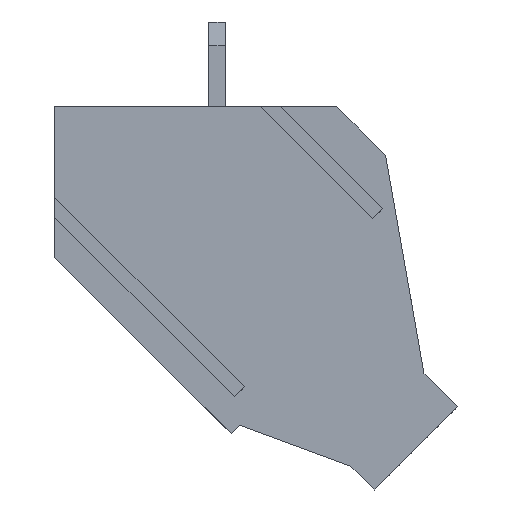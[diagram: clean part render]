
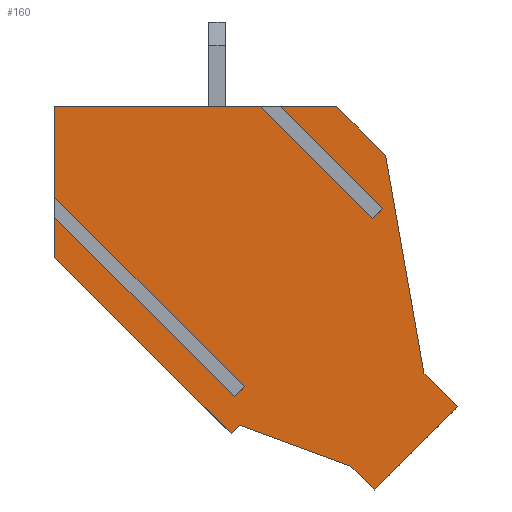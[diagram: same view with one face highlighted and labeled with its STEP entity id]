
A CAD part, front view. The second image highlights one B-rep face of the part: STEP entity #160.
In plain terms, the highlighted planar face has unit normal (0, -1, 0).
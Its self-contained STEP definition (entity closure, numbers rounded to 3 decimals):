
#160 = ADVANCED_FACE( '', ( #413 ), #414, .T. );
#413 = FACE_OUTER_BOUND( '', #768, .T. );
#414 = PLANE( '', #769 );
#768 = EDGE_LOOP( '', ( #1176, #1177, #1178, #1179, #1180, #1181, #1182, #1183, #1184, #1185, #1186, #1187, #1188, #1189, #1190, #1191, #1192, #1193 ) );
#769 = AXIS2_PLACEMENT_3D( '', #1194, #1195, #1196 );
#1176 = ORIENTED_EDGE( '', *, *, #2169, .T. );
#1177 = ORIENTED_EDGE( '', *, *, #2170, .T. );
#1178 = ORIENTED_EDGE( '', *, *, #2171, .F. );
#1179 = ORIENTED_EDGE( '', *, *, #2172, .F. );
#1180 = ORIENTED_EDGE( '', *, *, #2173, .T. );
#1181 = ORIENTED_EDGE( '', *, *, #2174, .T. );
#1182 = ORIENTED_EDGE( '', *, *, #2175, .T. );
#1183 = ORIENTED_EDGE( '', *, *, #2176, .T. );
#1184 = ORIENTED_EDGE( '', *, *, #2177, .T. );
#1185 = ORIENTED_EDGE( '', *, *, #2178, .T. );
#1186 = ORIENTED_EDGE( '', *, *, #2179, .T. );
#1187 = ORIENTED_EDGE( '', *, *, #2180, .T. );
#1188 = ORIENTED_EDGE( '', *, *, #2181, .T. );
#1189 = ORIENTED_EDGE( '', *, *, #2182, .T. );
#1190 = ORIENTED_EDGE( '', *, *, #2183, .T. );
#1191 = ORIENTED_EDGE( '', *, *, #2184, .F. );
#1192 = ORIENTED_EDGE( '', *, *, #2185, .F. );
#1193 = ORIENTED_EDGE( '', *, *, #2186, .T. );
#1194 = CARTESIAN_POINT( '', ( 109.919, -50.8, 4.895 ) );
#1195 = DIRECTION( '', ( 0., -1., 0. ) );
#1196 = DIRECTION( '', ( -1., 0., 0. ) );
#2169 = EDGE_CURVE( '', #2614, #2615, #2616, .T. );
#2170 = EDGE_CURVE( '', #2615, #2617, #2618, .T. );
#2171 = EDGE_CURVE( '', #2619, #2617, #2620, .T. );
#2172 = EDGE_CURVE( '', #2621, #2619, #2622, .T. );
#2173 = EDGE_CURVE( '', #2621, #2623, #2624, .T. );
#2174 = EDGE_CURVE( '', #2623, #2625, #2626, .T. );
#2175 = EDGE_CURVE( '', #2625, #2627, #2628, .T. );
#2176 = EDGE_CURVE( '', #2627, #2629, #2630, .T. );
#2177 = EDGE_CURVE( '', #2629, #2631, #2632, .T. );
#2178 = EDGE_CURVE( '', #2631, #2633, #2634, .T. );
#2179 = EDGE_CURVE( '', #2633, #2635, #2636, .T. );
#2180 = EDGE_CURVE( '', #2635, #2637, #2638, .T. );
#2181 = EDGE_CURVE( '', #2637, #2639, #2640, .T. );
#2182 = EDGE_CURVE( '', #2639, #2641, #2642, .T. );
#2183 = EDGE_CURVE( '', #2641, #2643, #2644, .T. );
#2184 = EDGE_CURVE( '', #2645, #2643, #2646, .T. );
#2185 = EDGE_CURVE( '', #2647, #2645, #2648, .T. );
#2186 = EDGE_CURVE( '', #2647, #2614, #2649, .T. );
#2614 = VERTEX_POINT( '', #3255 );
#2615 = VERTEX_POINT( '', #3256 );
#2616 = LINE( '', #3257, #3258 );
#2617 = VERTEX_POINT( '', #3259 );
#2618 = LINE( '', #3260, #3261 );
#2619 = VERTEX_POINT( '', #3262 );
#2620 = LINE( '', #3263, #3264 );
#2621 = VERTEX_POINT( '', #3265 );
#2622 = LINE( '', #3266, #3267 );
#2623 = VERTEX_POINT( '', #3268 );
#2624 = LINE( '', #3269, #3270 );
#2625 = VERTEX_POINT( '', #3271 );
#2626 = LINE( '', #3272, #3273 );
#2627 = VERTEX_POINT( '', #3274 );
#2628 = LINE( '', #3275, #3276 );
#2629 = VERTEX_POINT( '', #3277 );
#2630 = LINE( '', #3278, #3279 );
#2631 = VERTEX_POINT( '', #3280 );
#2632 = LINE( '', #3281, #3282 );
#2633 = VERTEX_POINT( '', #3283 );
#2634 = LINE( '', #3284, #3285 );
#2635 = VERTEX_POINT( '', #3286 );
#2636 = LINE( '', #3287, #3288 );
#2637 = VERTEX_POINT( '', #3289 );
#2638 = LINE( '', #3290, #3291 );
#2639 = VERTEX_POINT( '', #3292 );
#2640 = LINE( '', #3293, #3294 );
#2641 = VERTEX_POINT( '', #3295 );
#2642 = LINE( '', #3296, #3297 );
#2643 = VERTEX_POINT( '', #3298 );
#2644 = LINE( '', #3299, #3300 );
#2645 = VERTEX_POINT( '', #3301 );
#2646 = LINE( '', #3302, #3303 );
#2647 = VERTEX_POINT( '', #3304 );
#2648 = LINE( '', #3305, #3306 );
#2649 = LINE( '', #3307, #3308 );
#3255 = CARTESIAN_POINT( '', ( 20., -50.8, 0. ) );
#3256 = CARTESIAN_POINT( '', ( 20., -50.8, -3.852 ) );
#3257 = CARTESIAN_POINT( '', ( 20., -50.8, -6.398 ) );
#3258 = VECTOR( '', #4040, 1000. );
#3259 = CARTESIAN_POINT( '', ( 28.061, -50.8, -11.913 ) );
#3260 = CARTESIAN_POINT( '', ( 20.99, -50.8, -4.842 ) );
#3261 = VECTOR( '', #4041, 1000. );
#3262 = CARTESIAN_POINT( '', ( 27.636, -50.8, -12.337 ) );
#3263 = CARTESIAN_POINT( '', ( 28.061, -50.8, -11.913 ) );
#3264 = VECTOR( '', #4042, 1000. );
#3265 = CARTESIAN_POINT( '', ( 20., -50.8, -4.701 ) );
#3266 = CARTESIAN_POINT( '', ( 20.565, -50.8, -5.266 ) );
#3267 = VECTOR( '', #4043, 1000. );
#3268 = CARTESIAN_POINT( '', ( 20., -50.8, -6.398 ) );
#3269 = CARTESIAN_POINT( '', ( 20., -50.8, -6.398 ) );
#3270 = VECTOR( '', #4044, 1000. );
#3271 = CARTESIAN_POINT( '', ( 27.495, -50.8, -13.893 ) );
#3272 = CARTESIAN_POINT( '', ( 27.495, -50.8, -13.893 ) );
#3273 = VECTOR( '', #4045, 1000. );
#3274 = CARTESIAN_POINT( '', ( 27.849, -50.8, -13.54 ) );
#3275 = CARTESIAN_POINT( '', ( 27.849, -50.8, -13.54 ) );
#3276 = VECTOR( '', #4046, 1000. );
#3277 = CARTESIAN_POINT( '', ( 32.551, -50.8, -15.272 ) );
#3278 = CARTESIAN_POINT( '', ( 32.551, -50.8, -15.272 ) );
#3279 = VECTOR( '', #4047, 1000. );
#3280 = CARTESIAN_POINT( '', ( 33.576, -50.8, -16.297 ) );
#3281 = CARTESIAN_POINT( '', ( 33.576, -50.8, -16.297 ) );
#3282 = VECTOR( '', #4048, 1000. );
#3283 = CARTESIAN_POINT( '', ( 37.112, -50.8, -12.762 ) );
#3284 = CARTESIAN_POINT( '', ( 37.112, -50.8, -12.762 ) );
#3285 = VECTOR( '', #4049, 1000. );
#3286 = CARTESIAN_POINT( '', ( 35.698, -50.8, -11.348 ) );
#3287 = CARTESIAN_POINT( '', ( 35.698, -50.8, -11.348 ) );
#3288 = VECTOR( '', #4050, 1000. );
#3289 = CARTESIAN_POINT( '', ( 34.063, -50.8, -2.076 ) );
#3290 = CARTESIAN_POINT( '', ( 34.063, -50.8, -2.076 ) );
#3291 = VECTOR( '', #4051, 1000. );
#3292 = CARTESIAN_POINT( '', ( 31.987, -50.8, 0. ) );
#3293 = CARTESIAN_POINT( '', ( 31.987, -50.8, 0. ) );
#3294 = VECTOR( '', #4052, 1000. );
#3295 = CARTESIAN_POINT( '', ( 29.583, -50.8, 0. ) );
#3296 = CARTESIAN_POINT( '', ( 20., -50.8, 0. ) );
#3297 = VECTOR( '', #4053, 1000. );
#3298 = CARTESIAN_POINT( '', ( 33.93, -50.8, -4.347 ) );
#3299 = CARTESIAN_POINT( '', ( 27.707, -50.8, 1.875 ) );
#3300 = VECTOR( '', #4054, 1000. );
#3301 = CARTESIAN_POINT( '', ( 33.505, -50.8, -4.771 ) );
#3302 = CARTESIAN_POINT( '', ( 33.93, -50.8, -4.347 ) );
#3303 = VECTOR( '', #4055, 1000. );
#3304 = CARTESIAN_POINT( '', ( 28.734, -50.8, 0. ) );
#3305 = CARTESIAN_POINT( '', ( 27.283, -50.8, 1.451 ) );
#3306 = VECTOR( '', #4056, 1000. );
#3307 = CARTESIAN_POINT( '', ( 20., -50.8, 0. ) );
#3308 = VECTOR( '', #4057, 1000. );
#4040 = DIRECTION( '', ( 0., 0., -1. ) );
#4041 = DIRECTION( '', ( 0.707, 0., -0.707 ) );
#4042 = DIRECTION( '', ( 0.707, 0., 0.707 ) );
#4043 = DIRECTION( '', ( 0.707, 0., -0.707 ) );
#4044 = DIRECTION( '', ( 0., 0., -1. ) );
#4045 = DIRECTION( '', ( 0.707, 0., -0.707 ) );
#4046 = DIRECTION( '', ( 0.707, 0., 0.707 ) );
#4047 = DIRECTION( '', ( 0.938, 0., -0.346 ) );
#4048 = DIRECTION( '', ( 0.707, 0., -0.707 ) );
#4049 = DIRECTION( '', ( 0.707, 0., 0.707 ) );
#4050 = DIRECTION( '', ( -0.707, 0., 0.707 ) );
#4051 = DIRECTION( '', ( -0.174, 0., 0.985 ) );
#4052 = DIRECTION( '', ( -0.707, 0., 0.707 ) );
#4053 = DIRECTION( '', ( -1., 0., 0. ) );
#4054 = DIRECTION( '', ( 0.707, 0., -0.707 ) );
#4055 = DIRECTION( '', ( 0.707, 0., 0.707 ) );
#4056 = DIRECTION( '', ( 0.707, 0., -0.707 ) );
#4057 = DIRECTION( '', ( -1., 0., 0. ) );
